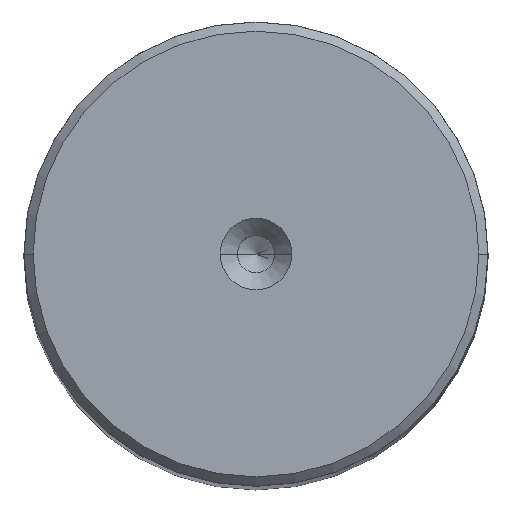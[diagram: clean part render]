
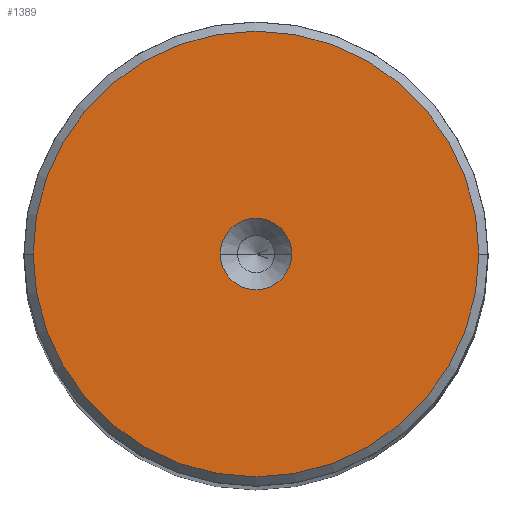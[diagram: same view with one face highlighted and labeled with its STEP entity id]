
A CAD part, top view. The second image highlights one B-rep face of the part: STEP entity #1389.
In plain terms, the highlighted planar face has unit normal (0, 0, 1).
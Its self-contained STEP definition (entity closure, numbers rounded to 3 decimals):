
#40 = DIRECTION ( 'NONE',  ( 1., 0., 0. ) ) ;
#43 = ORIENTED_EDGE ( 'NONE', *, *, #973, .T. ) ;
#72 = CARTESIAN_POINT ( 'NONE',  ( 0., 0., 240. ) ) ;
#84 = VERTEX_POINT ( 'NONE', #1140 ) ;
#123 = DIRECTION ( 'NONE',  ( 0., 0., 1. ) ) ;
#222 = CARTESIAN_POINT ( 'NONE',  ( 0., 0., 240. ) ) ;
#237 = DIRECTION ( 'NONE',  ( 1., 0., 0. ) ) ;
#270 = EDGE_LOOP ( 'NONE', ( #426, #1474 ) ) ;
#294 = ORIENTED_EDGE ( 'NONE', *, *, #1520, .T. ) ;
#333 = FACE_BOUND ( 'NONE', #270, .T. ) ;
#426 = ORIENTED_EDGE ( 'NONE', *, *, #1203, .F. ) ;
#454 = CARTESIAN_POINT ( 'NONE',  ( 0., 0., 240. ) ) ;
#541 = DIRECTION ( 'NONE',  ( 1., 0., 0. ) ) ;
#610 = DIRECTION ( 'NONE',  ( 0., 0., 1. ) ) ;
#674 = CARTESIAN_POINT ( 'NONE',  ( 0., 0., 240. ) ) ;
#853 = DIRECTION ( 'NONE',  ( 1., 0., 0. ) ) ;
#862 = VERTEX_POINT ( 'NONE', #1229 ) ;
#885 = PLANE ( 'NONE',  #2462 ) ;
#911 = AXIS2_PLACEMENT_3D ( 'NONE', #222, #610, #853 ) ;
#953 = FACE_OUTER_BOUND ( 'NONE', #1545, .T. ) ;
#973 = EDGE_CURVE ( 'NONE', #84, #2233, #1368, .T. ) ;
#1113 = CIRCLE ( 'NONE', #2287, 3.85 ) ;
#1140 = CARTESIAN_POINT ( 'NONE',  ( -24.016, 0., 240. ) ) ;
#1182 = CARTESIAN_POINT ( 'NONE',  ( 24.016, 0., 240. ) ) ;
#1203 = EDGE_CURVE ( 'NONE', #1580, #862, #1339, .T. ) ;
#1229 = CARTESIAN_POINT ( 'NONE',  ( -3.85, 0., 240. ) ) ;
#1339 = CIRCLE ( 'NONE', #911, 3.85 ) ;
#1343 = DIRECTION ( 'NONE',  ( 1., 0., 0. ) ) ;
#1368 = CIRCLE ( 'NONE', #2002, 24.016 ) ;
#1389 = ADVANCED_FACE ( 'NONE', ( #333, #953 ), #885, .T. ) ;
#1474 = ORIENTED_EDGE ( 'NONE', *, *, #1731, .F. ) ;
#1520 = EDGE_CURVE ( 'NONE', #2233, #84, #2012, .T. ) ;
#1545 = EDGE_LOOP ( 'NONE', ( #43, #294 ) ) ;
#1580 = VERTEX_POINT ( 'NONE', #2571 ) ;
#1731 = EDGE_CURVE ( 'NONE', #862, #1580, #1113, .T. ) ;
#1777 = DIRECTION ( 'NONE',  ( 0., 0., 1. ) ) ;
#1788 = CARTESIAN_POINT ( 'NONE',  ( 0., 0., 240. ) ) ;
#1932 = DIRECTION ( 'NONE',  ( 0., 0., 1. ) ) ;
#2002 = AXIS2_PLACEMENT_3D ( 'NONE', #1788, #123, #541 ) ;
#2012 = CIRCLE ( 'NONE', #2694, 24.016 ) ;
#2233 = VERTEX_POINT ( 'NONE', #1182 ) ;
#2287 = AXIS2_PLACEMENT_3D ( 'NONE', #72, #1777, #1343 ) ;
#2462 = AXIS2_PLACEMENT_3D ( 'NONE', #674, #2556, #40 ) ;
#2556 = DIRECTION ( 'NONE',  ( 0., 0., 1. ) ) ;
#2571 = CARTESIAN_POINT ( 'NONE',  ( 3.85, 0., 240. ) ) ;
#2694 = AXIS2_PLACEMENT_3D ( 'NONE', #454, #1932, #237 ) ;
